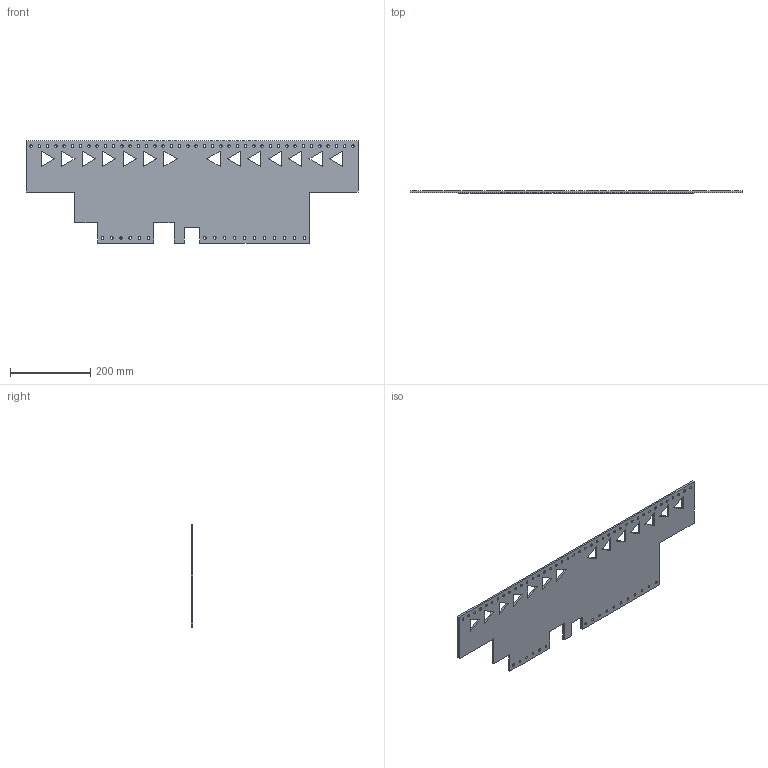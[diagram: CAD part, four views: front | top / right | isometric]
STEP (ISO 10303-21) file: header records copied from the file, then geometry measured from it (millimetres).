
FILE_DESCRIPTION (( 'STEP AP203' ), '1' );
FILE_NAME ('P-13 Base plate.STEP', '2015-01-26T18:08:16', ( '' ), ( '' ), 'SwSTEP 2.0', 'SolidWorks 2014', '' );
FILE_SCHEMA (( 'CONFIG_CONTROL_DESIGN' ));
Length unit declared in the file: inch
Products named in the file (1): P-13 Base plate
Bounding box: 825.5 x 4.76 x 254 mm (x, y, z)
Volume: 769102.6 mm3; surface area: 347148.1 mm2
Topology: 1 solids, 1 shells, 176 faces, 522 edges, 348 vertices
Faces by surface type: cylinder 114, plane 62
Entity records: 6357 total; most frequent: DIRECTION 1104, CARTESIAN_POINT 1047, ORIENTED_EDGE 1044, EDGE_CURVE 522, AXIS2_PLACEMENT_3D 405, VERTEX_POINT 348, EDGE_LOOP 318, VECTOR 294
